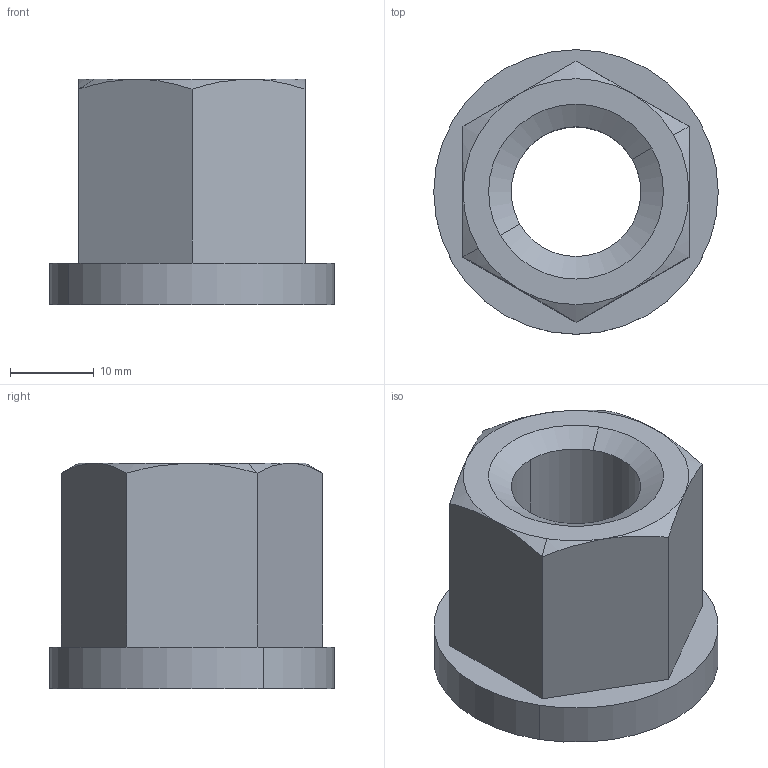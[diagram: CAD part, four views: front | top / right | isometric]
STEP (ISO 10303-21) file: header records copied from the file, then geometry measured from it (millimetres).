
FILE_DESCRIPTION(('STEP AP214'),'1');
FILE_NAME(' ',' ',('TraceParts'),('TraceParts S.A.'),'XStep 1.0',' ',' ');
FILE_SCHEMA(('automotive_design'));
Length unit declared in the file: millimetre
Products named in the file (1): 1
Bounding box: 34 x 34 x 27 mm (x, y, z)
Volume: 13027 mm3; surface area: 5213.2 mm2
Topology: 1 solids, 1 shells, 31 faces, 74 edges, 48 vertices
Faces by surface type: plane 17, cone 8, cylinder 6
Entity records: 1840 total; most frequent: CARTESIAN_POINT 232, STYLED_ITEM 154, PRESENTATION_STYLE_ASSIGNMENT 154, COLOUR_RGB 154, DIRECTION 152, ORIENTED_EDGE 148, EDGE_CURVE 74, CURVE_STYLE 74
